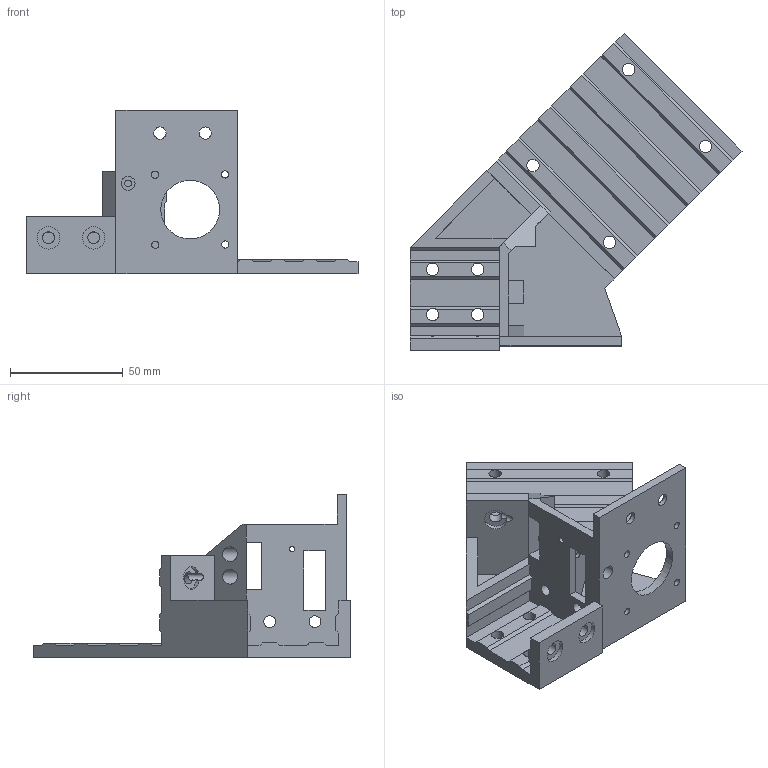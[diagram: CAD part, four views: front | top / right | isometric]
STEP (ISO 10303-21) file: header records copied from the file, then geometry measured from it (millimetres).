
FILE_DESCRIPTION(/* description */ (''),/* implementation_level */ '2;1');
FILE_NAME(/* name */ '1-Stepper_Mount_Left_V9.step',/* time_stamp */ '2019-04-10T19:02:39+02:00',/* author */ ('edidos'),/* organization */ (''),/* preprocessor_version */ 'ST-DEVELOPER v18',/* originating_system */ 'Autodesk Translation Framework v8.2.0.1029',/* authorisation */ '');
FILE_SCHEMA (('AUTOMOTIVE_DESIGN { 1 0 10303 214 3 1 1 }'));
Length unit declared in the file: millimetre
Products named in the file (1): MOTORTHING
Bounding box: 146.96 x 140.46 x 72.24 mm (x, y, z)
Volume: 110977.5 mm3; surface area: 48339.7 mm2
Topology: 1 solids, 1 shells, 154 faces, 417 edges, 274 vertices
Faces by surface type: plane 111, cylinder 43
Full cylindrical faces by diameter (mm): 2.35 x1, 3 x4, 3.2 x4, 5.2 x2, 5.25 x2, 5.4 x3, 5.5 x8, 6.1 x2, 6.5 x2, 10 x10, 10.5 x2, 26 x1
Entity records: 4999 total; most frequent: CARTESIAN_POINT 887, ORIENTED_EDGE 834, DIRECTION 822, EDGE_CURVE 417, LINE 316, VECTOR 316, VERTEX_POINT 274, AXIS2_PLACEMENT_3D 253
